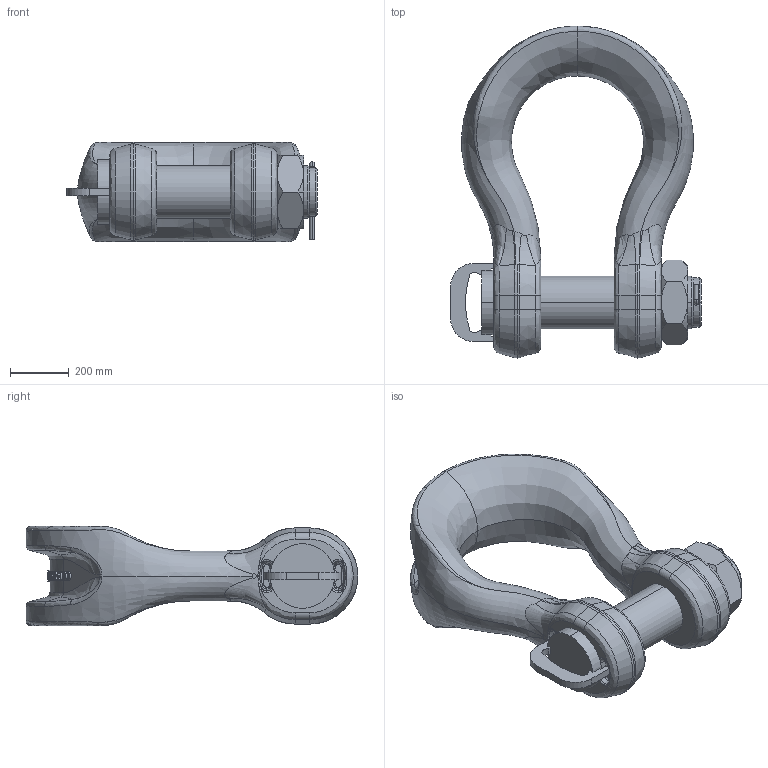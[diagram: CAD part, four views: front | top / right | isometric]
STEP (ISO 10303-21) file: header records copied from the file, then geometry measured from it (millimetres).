
FILE_DESCRIPTION (( 'STEP AP214' ), '1' );
FILE_NAME ('SLGPF0500.STEP', '2010-09-02T03:24:53', ( 'DominicLu' ), ( 'Van Beest Shanghai' ), 'SwSTEP 2.0', 'SolidWorks 2010', '' );
FILE_SCHEMA (( 'AUTOMOTIVE_DESIGN' ));
Length unit declared in the file: millimetre
Products named in the file (6): AXES WIDE BODY 30T - 1550T  N_91008_11 SWL500T; Corps-MLG 646-WB 500T-N4872_Default; POIGNEES WIDE BODY 30T - 1550T - N4759_500T; Ecrous MLG646 WB30T _1550T N_81008_500T; L Shape Safety Pin_for 500T SlingShackle; SLGPF0500
Assembly tree (5 placements, depth 2):
  SLGPF0500
    L Shape Safety Pin_for 500T SlingShackle
    POIGNEES WIDE BODY 30T - 1550T - N4759_500T
    Ecrous MLG646 WB30T _1550T N_81008_500T
    AXES WIDE BODY 30T - 1550T  N_91008_11 SWL500T
    Corps-MLG 646-WB 500T-N4872_Default
Bounding box: 854 x 1130.5 x 338.31 mm (x, y, z)
Volume: 96261374.1 mm3; surface area: 2802306.8 mm2
Topology: 5 solids, 5 shells, 562 faces, 1428 edges, 898 vertices
Faces by surface type: bspline 263, plane 172, cylinder 70, cone 55, torus 2
Entity records: 113668 total; most frequent: CARTESIAN_POINT 101963, ORIENTED_EDGE 2848, DIRECTION 1669, EDGE_CURVE 1424, VERTEX_POINT 898, B_SPLINE_CURVE_WITH_KNOTS 683, AXIS2_PLACEMENT_3D 656, EDGE_LOOP 596
